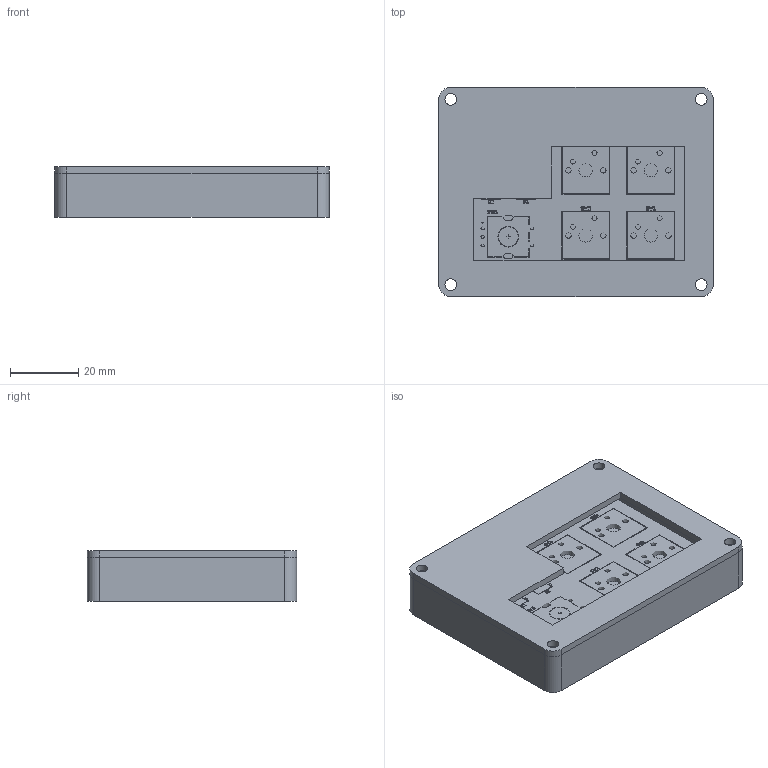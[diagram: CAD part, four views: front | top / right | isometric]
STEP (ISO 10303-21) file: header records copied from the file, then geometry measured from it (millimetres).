
FILE_DESCRIPTION(/* description */ ('','CAx-IF Rec.Pracs.---Representation and Presentation of Product Manufacturing Information (PMI)---4.0---2014-10-13'),/* implementation_level */ '2;1');
FILE_NAME(/* name */ 'HACKPAD CLOSED.step',/* time_stamp */ '2025-07-11T15:57:42-07:00',/* author */ (''),/* organization */ (''),/* preprocessor_version */ 'ST-DEVELOPER v20',/* originating_system */ 'Autodesk Translation Framework v13.20.0.188',/* authorisation */ '');
FILE_SCHEMA (('AP242_MANAGED_MODEL_BASED_3D_ENGINEERING_MIM_LF { 1 0 10303 442 1 1 4 }'));
Length unit declared in the file: millimetre
Products named in the file (1): HACKPAD
Bounding box: 80.4 x 61.3 x 14.9 mm (x, y, z)
Volume: 39664.6 mm3; surface area: 30168.6 mm2
Topology: 3 solids, 3 shells, 43 faces, 114 edges, 76 vertices
Faces by surface type: plane 26, cylinder 16, other 1
Full cylindrical faces by diameter (mm): 3.4 x8
Entity records: 1403 total; most frequent: CARTESIAN_POINT 233, DIRECTION 232, ORIENTED_EDGE 228, EDGE_CURVE 114, LINE 82, VECTOR 82, VERTEX_POINT 76, AXIS2_PLACEMENT_3D 75
